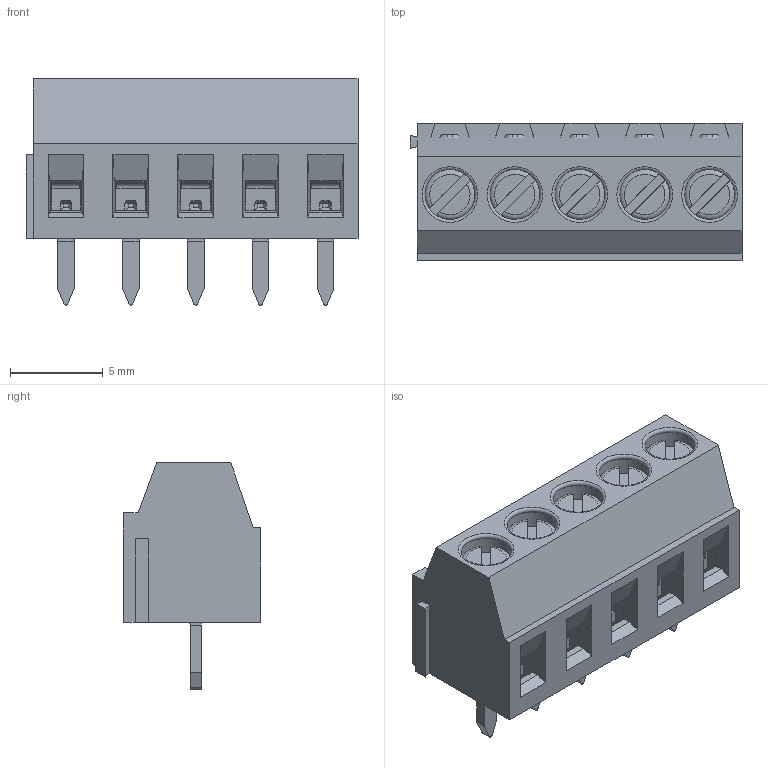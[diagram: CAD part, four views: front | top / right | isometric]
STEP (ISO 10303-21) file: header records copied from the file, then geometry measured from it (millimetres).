
FILE_DESCRIPTION(('STEP AP214'), '1');
FILE_NAME('DG381', '2019-09-29T20:15:49', ('AF'), (''), 'UNSPECIFIED', 'UNSPECIFIED', '');
FILE_SCHEMA(('AUTOMOTIVE_DESIGN { 1 0 10303 214 3 1 1}'));
Length unit declared in the file: millimetre
Assembly tree (15 placements, depth 2):
  (unnamed)
    (unnamed)  x5
    (unnamed)  x5
    (unnamed)  x5
Bounding box: 17.9 x 7.4 x 12.2 mm (x, y, z)
Volume: 682.3 mm3; surface area: 2191.9 mm2
Topology: 16 solids, 16 shells, 578 faces, 1428 edges, 882 vertices
Faces by surface type: plane 473, cylinder 65, cone 25, torus 15
Full cylindrical faces by diameter (mm): 1.4 x5, 1.5 x5, 2 x5, 2.2 x5, 2.8 x5, 3 x5
Entity records: 10505 total; most frequent: CARTESIAN_POINT 1421, ORIENTED_EDGE 1330, DIRECTION 1286, EDGE_CURVE 665, LINE 602, VECTOR 602, VERTEX_POINT 429, AXIS2_PLACEMENT_3D 342
